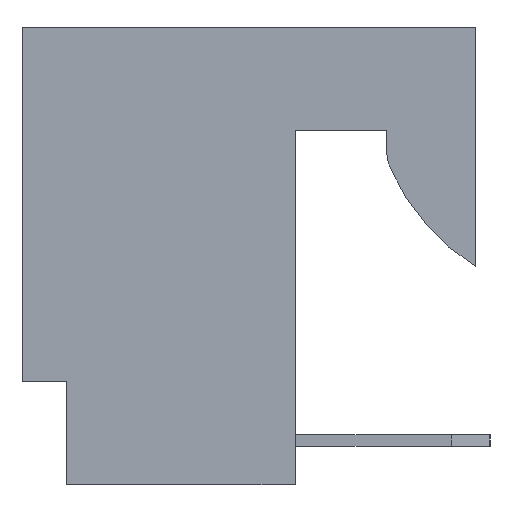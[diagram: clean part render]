
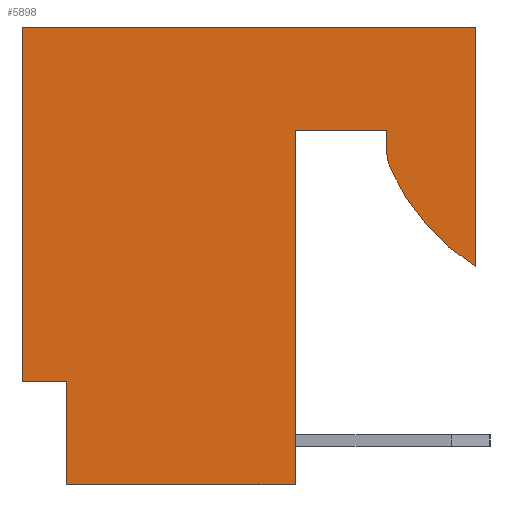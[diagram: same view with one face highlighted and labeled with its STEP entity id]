
A CAD part, left-side view. The second image highlights one B-rep face of the part: STEP entity #5898.
In plain terms, the highlighted planar face has unit normal (-1, 0, 0).
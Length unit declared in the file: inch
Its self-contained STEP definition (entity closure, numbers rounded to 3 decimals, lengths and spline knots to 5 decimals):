
#1=DIRECTION('',(0.,0.,-1.));
#2=VECTOR('',#1,0.16208);
#3=CARTESIAN_POINT('',(-0.398,0.,0.));
#4=LINE('',#3,#2);
#5=CARTESIAN_POINT('',(-0.398,-0.0797,-0.035));
#6=DIRECTION('',(1.,0.,0.));
#7=DIRECTION('',(0.,0.531,-0.847));
#8=AXIS2_PLACEMENT_3D('',#5,#6,#7);
#10=CARTESIAN_POINT('',(-0.398,0.03,-0.08365));
#11=DIRECTION('',(1.,0.,0.));
#12=DIRECTION('',(0.,0.914,-0.405));
#13=AXIS2_PLACEMENT_3D('',#10,#11,#12);
#15=DIRECTION('',(0.,0.,1.));
#16=VECTOR('',#15,0.01365);
#17=CARTESIAN_POINT('',(-0.398,0.06,-0.08365));
#18=LINE('',#17,#16);
#19=DIRECTION('',(0.,1.,0.));
#20=VECTOR('',#19,0.062);
#21=CARTESIAN_POINT('',(-0.398,0.06,-0.07));
#22=LINE('',#21,#20);
#23=DIRECTION('',(0.,0.,-1.));
#24=VECTOR('',#23,0.24);
#25=CARTESIAN_POINT('',(-0.398,0.122,-0.07));
#26=LINE('',#25,#24);
#27=DIRECTION('',(0.,1.,0.));
#28=VECTOR('',#27,0.155);
#29=CARTESIAN_POINT('',(-0.398,0.122,-0.31));
#30=LINE('',#29,#28);
#31=DIRECTION('',(0.,0.,1.));
#32=VECTOR('',#31,0.07);
#33=CARTESIAN_POINT('',(-0.398,0.277,-0.31));
#34=LINE('',#33,#32);
#35=DIRECTION('',(0.,1.,0.));
#36=VECTOR('',#35,0.03);
#37=CARTESIAN_POINT('',(-0.398,0.277,-0.24));
#38=LINE('',#37,#36);
#39=DIRECTION('',(0.,0.,1.));
#40=VECTOR('',#39,0.24);
#41=CARTESIAN_POINT('',(-0.398,0.307,-0.24));
#42=LINE('',#41,#40);
#43=DIRECTION('',(0.,-1.,0.));
#44=VECTOR('',#43,0.307);
#45=CARTESIAN_POINT('',(-0.398,0.307,0.));
#46=LINE('',#45,#44);
#4465=CARTESIAN_POINT('',(-0.398,0.,0.));
#4466=CARTESIAN_POINT('',(-0.398,0.,-0.16208));
#4467=VERTEX_POINT('',#4465);
#4468=VERTEX_POINT('',#4466);
#4469=CARTESIAN_POINT('',(-0.398,0.06,-0.07));
#4470=CARTESIAN_POINT('',(-0.398,0.122,-0.07));
#4471=VERTEX_POINT('',#4469);
#4472=VERTEX_POINT('',#4470);
#4473=CARTESIAN_POINT('',(-0.398,0.122,-0.31));
#4474=VERTEX_POINT('',#4473);
#4475=CARTESIAN_POINT('',(-0.398,0.277,-0.31));
#4476=VERTEX_POINT('',#4475);
#4477=CARTESIAN_POINT('',(-0.398,0.277,-0.24));
#4478=VERTEX_POINT('',#4477);
#4479=CARTESIAN_POINT('',(-0.398,0.307,-0.24));
#4480=VERTEX_POINT('',#4479);
#4481=CARTESIAN_POINT('',(-0.398,0.307,0.));
#4482=VERTEX_POINT('',#4481);
#4665=CARTESIAN_POINT('',(-0.398,0.05742,-0.09581));
#4666=VERTEX_POINT('',#4665);
#4667=CARTESIAN_POINT('',(-0.398,0.06,-0.08365));
#4668=VERTEX_POINT('',#4667);
#5869=CARTESIAN_POINT('',(-0.398,0.,0.));
#5870=DIRECTION('',(1.,0.,0.));
#5871=DIRECTION('',(0.,0.,-1.));
#5872=AXIS2_PLACEMENT_3D('',#5869,#5870,#5871);
#5873=PLANE('',#5872);
#5875=ORIENTED_EDGE('',*,*,#5874,.T.);
#5877=ORIENTED_EDGE('',*,*,#5876,.T.);
#5879=ORIENTED_EDGE('',*,*,#5878,.T.);
#5881=ORIENTED_EDGE('',*,*,#5880,.T.);
#5883=ORIENTED_EDGE('',*,*,#5882,.T.);
#5885=ORIENTED_EDGE('',*,*,#5884,.T.);
#5887=ORIENTED_EDGE('',*,*,#5886,.T.);
#5889=ORIENTED_EDGE('',*,*,#5888,.T.);
#5891=ORIENTED_EDGE('',*,*,#5890,.T.);
#5893=ORIENTED_EDGE('',*,*,#5892,.T.);
#5895=ORIENTED_EDGE('',*,*,#5894,.T.);
#5896=EDGE_LOOP('',(#5875,#5877,#5879,#5881,#5883,#5885,#5887,#5889,#5891,#5893,
#5895));
#5897=FACE_OUTER_BOUND('',#5896,.F.);
#5898=ADVANCED_FACE('',(#5897),#5873,.F.);
#9=CIRCLE('',#8,0.15);
#14=CIRCLE('',#13,0.03);
#5874=EDGE_CURVE('',#4467,#4468,#4,.T.);
#5876=EDGE_CURVE('',#4468,#4666,#9,.T.);
#5878=EDGE_CURVE('',#4666,#4668,#14,.T.);
#5880=EDGE_CURVE('',#4668,#4471,#18,.T.);
#5882=EDGE_CURVE('',#4471,#4472,#22,.T.);
#5884=EDGE_CURVE('',#4472,#4474,#26,.T.);
#5886=EDGE_CURVE('',#4474,#4476,#30,.T.);
#5888=EDGE_CURVE('',#4476,#4478,#34,.T.);
#5890=EDGE_CURVE('',#4478,#4480,#38,.T.);
#5892=EDGE_CURVE('',#4480,#4482,#42,.T.);
#5894=EDGE_CURVE('',#4482,#4467,#46,.T.);
